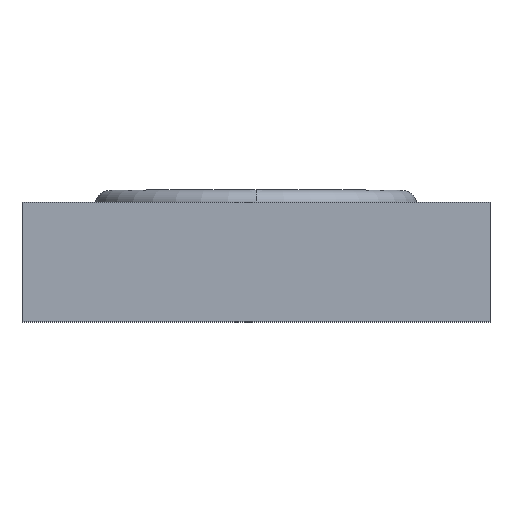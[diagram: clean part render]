
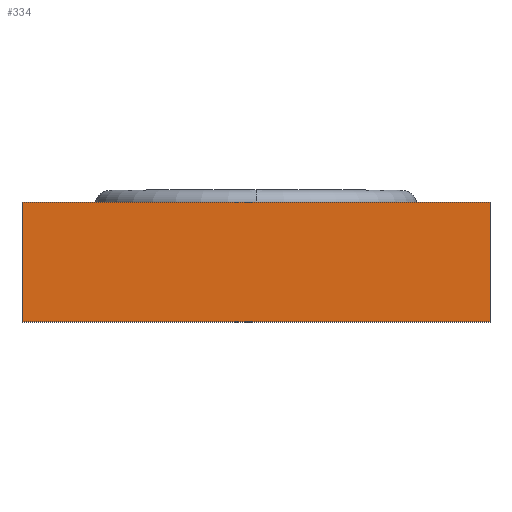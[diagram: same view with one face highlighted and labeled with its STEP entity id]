
A CAD part, top view. The second image highlights one B-rep face of the part: STEP entity #334.
In plain terms, the highlighted planar face has unit normal (0, 0, 1).
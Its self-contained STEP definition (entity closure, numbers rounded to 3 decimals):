
#29 = CARTESIAN_POINT ( 'NONE',  ( 0., 0., -1.6 ) ) ;
#32 = DIRECTION ( 'NONE',  ( 0., 0., 1. ) ) ;
#38 = VECTOR ( 'NONE', #62, 1000. ) ;
#55 = AXIS2_PLACEMENT_3D ( 'NONE', #29, #32, #212 ) ;
#62 = DIRECTION ( 'NONE',  ( 1., 0., 0. ) ) ;
#67 = FACE_OUTER_BOUND ( 'NONE', #345, .T. ) ;
#108 = PLANE ( 'NONE',  #55 ) ;
#133 = ORIENTED_EDGE ( 'NONE', *, *, #258, .T. ) ;
#165 = EDGE_CURVE ( 'NONE', #422, #448, #279, .T. ) ;
#172 = LINE ( 'NONE', #468, #340 ) ;
#174 = CARTESIAN_POINT ( 'NONE',  ( 0., 40., -1.6 ) ) ;
#188 = CARTESIAN_POINT ( 'NONE',  ( -237.75, 42.6, -1.6 ) ) ;
#200 = CARTESIAN_POINT ( 'NONE',  ( -237.75, 3.125, -1.6 ) ) ;
#204 = LINE ( 'NONE', #174, #38 ) ;
#212 = DIRECTION ( 'NONE',  ( 0., -1., 0. ) ) ;
#216 = EDGE_CURVE ( 'NONE', #448, #415, #239, .T. ) ;
#239 = LINE ( 'NONE', #394, #444 ) ;
#251 = EDGE_CURVE ( 'NONE', #415, #286, #172, .T. ) ;
#258 = EDGE_CURVE ( 'NONE', #286, #422, #204, .T. ) ;
#279 = LINE ( 'NONE', #200, #425 ) ;
#285 = CARTESIAN_POINT ( 'NONE',  ( -247.95, 40., -1.6 ) ) ;
#286 = VERTEX_POINT ( 'NONE', #285 ) ;
#304 = ORIENTED_EDGE ( 'NONE', *, *, #165, .T. ) ;
#307 = CARTESIAN_POINT ( 'NONE',  ( -237.75, 40., -1.6 ) ) ;
#309 = ORIENTED_EDGE ( 'NONE', *, *, #216, .T. ) ;
#314 = DIRECTION ( 'NONE',  ( 0., 1., 0. ) ) ;
#326 = DIRECTION ( 'NONE',  ( 0., -1., 0. ) ) ;
#334 = ADVANCED_FACE ( 'NONE', ( #67 ), #108, .T. ) ;
#340 = VECTOR ( 'NONE', #326, 1000. ) ;
#345 = EDGE_LOOP ( 'NONE', ( #133, #304, #309, #359 ) ) ;
#358 = DIRECTION ( 'NONE',  ( -1., 0., 0. ) ) ;
#359 = ORIENTED_EDGE ( 'NONE', *, *, #251, .T. ) ;
#394 = CARTESIAN_POINT ( 'NONE',  ( 0., 42.6, -1.6 ) ) ;
#415 = VERTEX_POINT ( 'NONE', #451 ) ;
#422 = VERTEX_POINT ( 'NONE', #307 ) ;
#425 = VECTOR ( 'NONE', #314, 1000. ) ;
#444 = VECTOR ( 'NONE', #358, 1000. ) ;
#448 = VERTEX_POINT ( 'NONE', #188 ) ;
#451 = CARTESIAN_POINT ( 'NONE',  ( -247.95, 42.6, -1.6 ) ) ;
#468 = CARTESIAN_POINT ( 'NONE',  ( -247.95, 3.125, -1.6 ) ) ;
